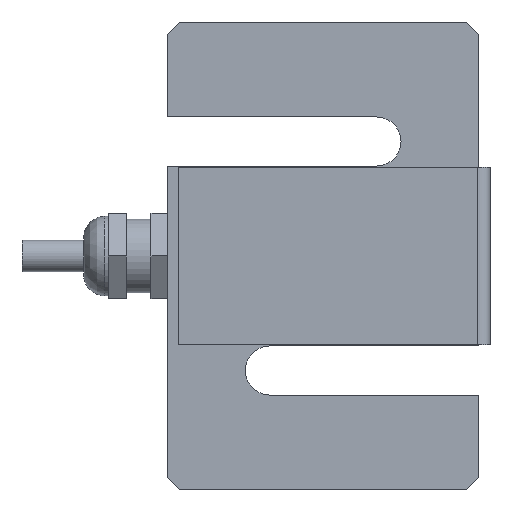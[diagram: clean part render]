
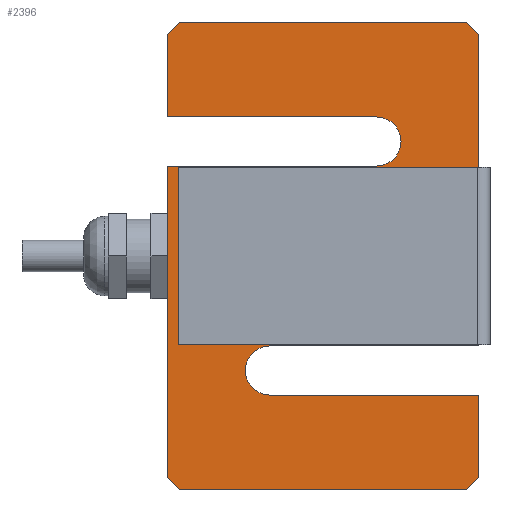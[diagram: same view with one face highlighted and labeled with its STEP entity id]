
A CAD part, front view. The second image highlights one B-rep face of the part: STEP entity #2396.
In plain terms, the highlighted planar face has unit normal (0, -1, 0).
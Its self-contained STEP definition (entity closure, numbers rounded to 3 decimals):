
#205=PLANE('',#2588);
#342=FACE_OUTER_BOUND('',#494,.T.);
#494=EDGE_LOOP('',(#2077,#2078,#2079,#2080,#2081,#2082,#2083,#2084,#2085,
#2086,#2087,#2088,#2089,#2090,#2091,#2092));
#659=LINE('',#8161,#845);
#664=LINE('',#9981,#850);
#669=LINE('',#9991,#855);
#670=LINE('',#9994,#856);
#671=LINE('',#9996,#857);
#672=LINE('',#10000,#858);
#673=LINE('',#10002,#859);
#674=LINE('',#10003,#860);
#675=LINE('',#10005,#861);
#676=LINE('',#10007,#862);
#677=LINE('',#10009,#863);
#678=LINE('',#10013,#864);
#679=LINE('',#10015,#865);
#680=LINE('',#10016,#866);
#845=VECTOR('',#3053,10.);
#850=VECTOR('',#3068,10.);
#855=VECTOR('',#3077,10.);
#856=VECTOR('',#3080,10.);
#857=VECTOR('',#3081,10.);
#858=VECTOR('',#3084,10.);
#859=VECTOR('',#3085,10.);
#860=VECTOR('',#3086,10.);
#861=VECTOR('',#3087,10.);
#862=VECTOR('',#3088,10.);
#863=VECTOR('',#3089,10.);
#864=VECTOR('',#3092,10.);
#865=VECTOR('',#3093,10.);
#866=VECTOR('',#3094,10.);
#930=CIRCLE('',#2589,4.);
#931=CIRCLE('',#2590,4.);
#1117=VERTEX_POINT('',#8157);
#1119=VERTEX_POINT('',#8160);
#1125=VERTEX_POINT('',#9977);
#1127=VERTEX_POINT('',#9980);
#1130=VERTEX_POINT('',#9989);
#1131=VERTEX_POINT('',#9993);
#1132=VERTEX_POINT('',#9995);
#1133=VERTEX_POINT('',#9997);
#1134=VERTEX_POINT('',#9999);
#1135=VERTEX_POINT('',#10001);
#1136=VERTEX_POINT('',#10004);
#1137=VERTEX_POINT('',#10006);
#1138=VERTEX_POINT('',#10008);
#1139=VERTEX_POINT('',#10010);
#1140=VERTEX_POINT('',#10012);
#1141=VERTEX_POINT('',#10014);
#1436=EDGE_CURVE('',#1119,#1117,#659,.T.);
#1452=EDGE_CURVE('',#1127,#1125,#664,.T.);
#1457=EDGE_CURVE('',#1130,#1125,#669,.T.);
#1458=EDGE_CURVE('',#1130,#1131,#670,.T.);
#1459=EDGE_CURVE('',#1131,#1132,#671,.T.);
#1460=EDGE_CURVE('',#1132,#1133,#930,.T.);
#1461=EDGE_CURVE('',#1133,#1134,#672,.T.);
#1462=EDGE_CURVE('',#1134,#1135,#673,.T.);
#1463=EDGE_CURVE('',#1119,#1135,#674,.T.);
#1464=EDGE_CURVE('',#1136,#1117,#675,.T.);
#1465=EDGE_CURVE('',#1136,#1137,#676,.T.);
#1466=EDGE_CURVE('',#1137,#1138,#677,.T.);
#1467=EDGE_CURVE('',#1138,#1139,#931,.T.);
#1468=EDGE_CURVE('',#1139,#1140,#678,.T.);
#1469=EDGE_CURVE('',#1140,#1141,#679,.T.);
#1470=EDGE_CURVE('',#1127,#1141,#680,.T.);
#2077=ORIENTED_EDGE('',*,*,#1457,.F.);
#2078=ORIENTED_EDGE('',*,*,#1458,.T.);
#2079=ORIENTED_EDGE('',*,*,#1459,.T.);
#2080=ORIENTED_EDGE('',*,*,#1460,.T.);
#2081=ORIENTED_EDGE('',*,*,#1461,.T.);
#2082=ORIENTED_EDGE('',*,*,#1462,.T.);
#2083=ORIENTED_EDGE('',*,*,#1463,.F.);
#2084=ORIENTED_EDGE('',*,*,#1436,.T.);
#2085=ORIENTED_EDGE('',*,*,#1464,.F.);
#2086=ORIENTED_EDGE('',*,*,#1465,.T.);
#2087=ORIENTED_EDGE('',*,*,#1466,.T.);
#2088=ORIENTED_EDGE('',*,*,#1467,.T.);
#2089=ORIENTED_EDGE('',*,*,#1468,.T.);
#2090=ORIENTED_EDGE('',*,*,#1469,.T.);
#2091=ORIENTED_EDGE('',*,*,#1470,.F.);
#2092=ORIENTED_EDGE('',*,*,#1452,.T.);
#2396=ADVANCED_FACE('',(#342),#205,.F.);
#2588=AXIS2_PLACEMENT_3D('',#9992,#3078,#3079);
#2589=AXIS2_PLACEMENT_3D('',#9998,#3082,#3083);
#2590=AXIS2_PLACEMENT_3D('',#10011,#3090,#3091);
#3053=DIRECTION('',(1.,0.,0.));
#3068=DIRECTION('',(-1.,0.,0.));
#3077=DIRECTION('',(0.707,0.,0.707));
#3078=DIRECTION('center_axis',(0.,1.,0.));
#3079=DIRECTION('ref_axis',(1.,0.,0.));
#3080=DIRECTION('',(0.,0.,-1.));
#3081=DIRECTION('',(1.,0.,0.));
#3082=DIRECTION('center_axis',(0.,1.,0.));
#3083=DIRECTION('ref_axis',(0.,0.,1.));
#3084=DIRECTION('',(-1.,0.,0.));
#3085=DIRECTION('',(0.,0.,-1.));
#3086=DIRECTION('',(-0.707,0.,0.707));
#3087=DIRECTION('',(-0.707,0.,-0.707));
#3088=DIRECTION('',(0.,0.,1.));
#3089=DIRECTION('',(-1.,0.,0.));
#3090=DIRECTION('center_axis',(0.,1.,0.));
#3091=DIRECTION('ref_axis',(0.,0.,-1.));
#3092=DIRECTION('',(1.,0.,0.));
#3093=DIRECTION('',(0.,0.,1.));
#3094=DIRECTION('',(0.707,0.,-0.707));
#8157=CARTESIAN_POINT('',(23.4,-9.525,-38.1));
#8160=CARTESIAN_POINT('',(-23.4,-9.525,-38.1));
#8161=CARTESIAN_POINT('',(-25.4,-9.525,-38.1));
#9977=CARTESIAN_POINT('',(-23.4,-9.525,38.1));
#9980=CARTESIAN_POINT('',(23.4,-9.525,38.1));
#9981=CARTESIAN_POINT('',(25.4,-9.525,38.1));
#9989=CARTESIAN_POINT('',(-25.4,-9.525,36.1));
#9991=CARTESIAN_POINT('',(-27.575,-9.525,33.925));
#9992=CARTESIAN_POINT('Origin',(0.,-9.525,0.));
#9993=CARTESIAN_POINT('',(-25.4,-9.525,22.67));
#9994=CARTESIAN_POINT('',(-25.4,-9.525,38.1));
#9995=CARTESIAN_POINT('',(8.7,-9.525,22.67));
#9996=CARTESIAN_POINT('',(-25.4,-9.525,22.67));
#9997=CARTESIAN_POINT('',(8.7,-9.525,14.67));
#9998=CARTESIAN_POINT('Origin',(8.7,-9.525,18.67));
#9999=CARTESIAN_POINT('',(-25.4,-9.525,14.67));
#10000=CARTESIAN_POINT('',(-25.4,-9.525,14.67));
#10001=CARTESIAN_POINT('',(-25.4,-9.525,-36.1));
#10002=CARTESIAN_POINT('',(-25.4,-9.525,38.1));
#10003=CARTESIAN_POINT('',(-27.575,-9.525,-33.925));
#10004=CARTESIAN_POINT('',(25.4,-9.525,-36.1));
#10005=CARTESIAN_POINT('',(27.575,-9.525,-33.925));
#10006=CARTESIAN_POINT('',(25.4,-9.525,-22.67));
#10007=CARTESIAN_POINT('',(25.4,-9.525,-38.1));
#10008=CARTESIAN_POINT('',(-8.7,-9.525,-22.67));
#10009=CARTESIAN_POINT('',(25.4,-9.525,-22.67));
#10010=CARTESIAN_POINT('',(-8.7,-9.525,-14.67));
#10011=CARTESIAN_POINT('Origin',(-8.7,-9.525,-18.67));
#10012=CARTESIAN_POINT('',(25.4,-9.525,-14.67));
#10013=CARTESIAN_POINT('',(25.4,-9.525,-14.67));
#10014=CARTESIAN_POINT('',(25.4,-9.525,36.1));
#10015=CARTESIAN_POINT('',(25.4,-9.525,-38.1));
#10016=CARTESIAN_POINT('',(27.575,-9.525,33.925));
